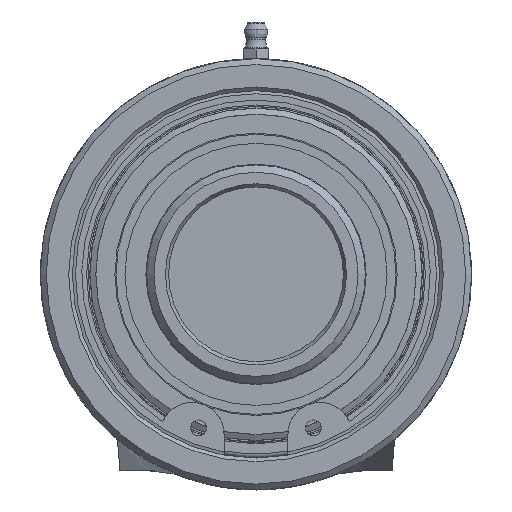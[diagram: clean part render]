
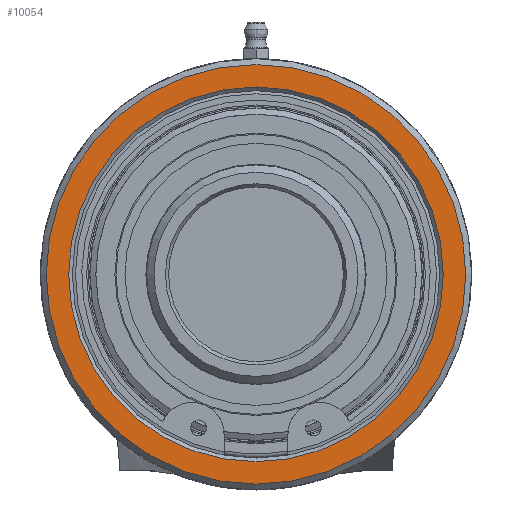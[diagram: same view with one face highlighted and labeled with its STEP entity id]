
A CAD part, left-side view. The second image highlights one B-rep face of the part: STEP entity #10054.
In plain terms, the highlighted planar face has unit normal (-1, 0, 0).
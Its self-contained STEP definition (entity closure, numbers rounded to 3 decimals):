
#215=FACE_BOUND('',#1667,.T.);
#307=PLANE('',#10799);
#728=CIRCLE('',#10795,57.15);
#731=CIRCLE('',#10800,51.04);
#1068=FACE_OUTER_BOUND('',#1666,.T.);
#1666=EDGE_LOOP('',(#7022));
#1667=EDGE_LOOP('',(#7023));
#4091=VERTEX_POINT('',#16151);
#4094=VERTEX_POINT('',#16161);
#5222=EDGE_CURVE('',#4091,#4091,#728,.T.);
#5226=EDGE_CURVE('',#4094,#4094,#731,.T.);
#7022=ORIENTED_EDGE('',*,*,#5222,.F.);
#7023=ORIENTED_EDGE('',*,*,#5226,.F.);
#10054=ADVANCED_FACE('',(#1068,#215),#307,.F.);
#10795=AXIS2_PLACEMENT_3D('',#16153,#12081,#12082);
#10799=AXIS2_PLACEMENT_3D('',#16160,#12090,#12091);
#10800=AXIS2_PLACEMENT_3D('',#16162,#12092,#12093);
#12081=DIRECTION('center_axis',(1.,0.,0.));
#12082=DIRECTION('ref_axis',(0.,0.,1.));
#12090=DIRECTION('center_axis',(1.,0.,0.));
#12091=DIRECTION('ref_axis',(0.,0.,1.));
#12092=DIRECTION('center_axis',(-1.,0.,0.));
#12093=DIRECTION('ref_axis',(0.,0.,1.));
#16151=CARTESIAN_POINT('',(64.8,0.,-57.15));
#16153=CARTESIAN_POINT('Origin',(64.8,0.,0.));
#16160=CARTESIAN_POINT('Origin',(64.8,0.,-33.375));
#16161=CARTESIAN_POINT('',(64.8,0.,-51.04));
#16162=CARTESIAN_POINT('Origin',(64.8,0.,0.));
